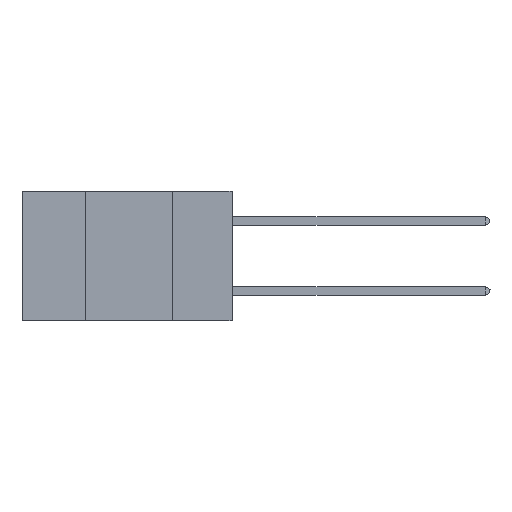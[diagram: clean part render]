
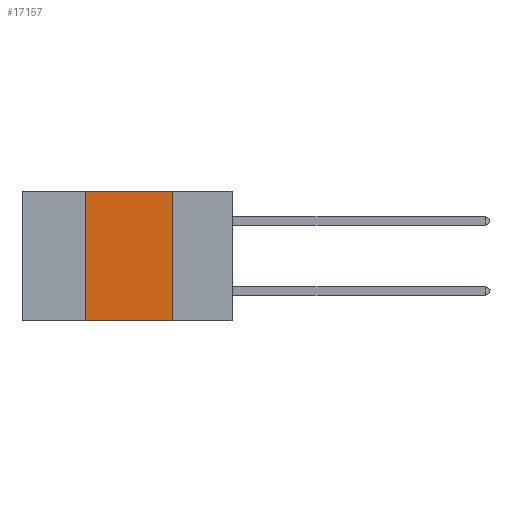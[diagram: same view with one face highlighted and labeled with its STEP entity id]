
A CAD part, left-side view. The second image highlights one B-rep face of the part: STEP entity #17157.
In plain terms, the highlighted planar face has unit normal (-1, 0, 0).
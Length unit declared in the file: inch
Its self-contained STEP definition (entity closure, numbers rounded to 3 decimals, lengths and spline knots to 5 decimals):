
#218 = VERTEX_POINT ( 'NONE', #5265 ) ;
#676 = FACE_OUTER_BOUND ( 'NONE', #25414, .T. ) ;
#949 = DIRECTION ( 'NONE',  ( 0., 0., 1. ) ) ;
#2162 = VERTEX_POINT ( 'NONE', #8363 ) ;
#3026 = CARTESIAN_POINT ( 'NONE',  ( 0., 0.6, -0.37 ) ) ;
#3632 = DIRECTION ( 'NONE',  ( 1., 0., 0. ) ) ;
#3634 = EDGE_CURVE ( 'NONE', #10823, #218, #28522, .T. ) ;
#3782 = VECTOR ( 'NONE', #949, 39.37008 ) ;
#4187 = CARTESIAN_POINT ( 'NONE',  ( 0., 0.6, 0. ) ) ;
#5114 = CARTESIAN_POINT ( 'NONE',  ( 0., 0.17, 0. ) ) ;
#5265 = CARTESIAN_POINT ( 'NONE',  ( 0., 0.17, -0.37 ) ) ;
#5322 = DIRECTION ( 'NONE',  ( 0., -1., 0. ) ) ;
#6011 = CARTESIAN_POINT ( 'NONE',  ( 0., 0.6, 0. ) ) ;
#8363 = CARTESIAN_POINT ( 'NONE',  ( 0., 0.17, 0. ) ) ;
#9297 = CARTESIAN_POINT ( 'NONE',  ( 0., 0.42, 0. ) ) ;
#9621 = EDGE_CURVE ( 'NONE', #2162, #218, #16273, .T. ) ;
#10823 = VERTEX_POINT ( 'NONE', #27314 ) ;
#10974 = ORIENTED_EDGE ( 'NONE', *, *, #3634, .T. ) ;
#11817 = VECTOR ( 'NONE', #5322, 39.37008 ) ;
#13842 = DIRECTION ( 'NONE',  ( 0., 0., -1. ) ) ;
#14025 = ORIENTED_EDGE ( 'NONE', *, *, #34031, .F. ) ;
#14979 = DIRECTION ( 'NONE',  ( 0., 0., -1. ) ) ;
#15050 = EDGE_CURVE ( 'NONE', #10823, #20170, #24361, .T. ) ;
#16273 = LINE ( 'NONE', #5114, #34522 ) ;
#17157 = ADVANCED_FACE ( 'NONE', ( #676 ), #26544, .F. ) ;
#17501 = VECTOR ( 'NONE', #25187, 39.37008 ) ;
#20170 = VERTEX_POINT ( 'NONE', #29137 ) ;
#24361 = LINE ( 'NONE', #9297, #3782 ) ;
#25187 = DIRECTION ( 'NONE',  ( 0., -1., 0. ) ) ;
#25323 = ORIENTED_EDGE ( 'NONE', *, *, #15050, .F. ) ;
#25414 = EDGE_LOOP ( 'NONE', ( #36407, #14025, #25323, #10974 ) ) ;
#26120 = LINE ( 'NONE', #6011, #11817 ) ;
#26544 = PLANE ( 'NONE',  #30658 ) ;
#27314 = CARTESIAN_POINT ( 'NONE',  ( 0., 0.42, -0.37 ) ) ;
#28522 = LINE ( 'NONE', #3026, #17501 ) ;
#29137 = CARTESIAN_POINT ( 'NONE',  ( 0., 0.42, 0. ) ) ;
#30658 = AXIS2_PLACEMENT_3D ( 'NONE', #4187, #3632, #14979 ) ;
#34031 = EDGE_CURVE ( 'NONE', #20170, #2162, #26120, .T. ) ;
#34522 = VECTOR ( 'NONE', #13842, 39.37008 ) ;
#36407 = ORIENTED_EDGE ( 'NONE', *, *, #9621, .F. ) ;
